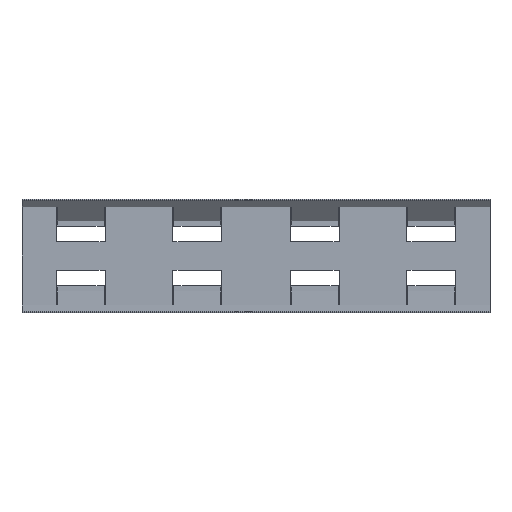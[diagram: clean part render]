
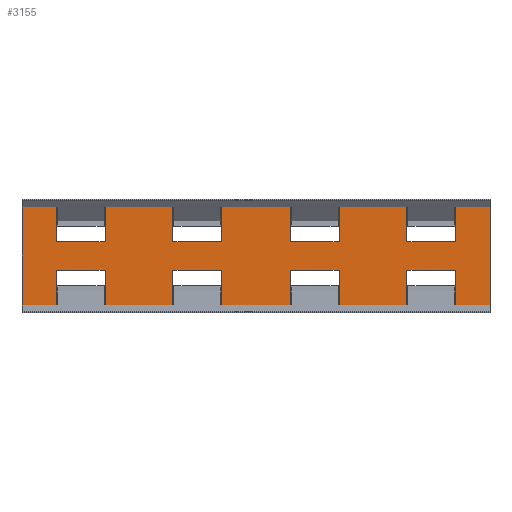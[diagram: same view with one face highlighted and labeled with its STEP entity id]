
A CAD part, front view. The second image highlights one B-rep face of the part: STEP entity #3155.
In plain terms, the highlighted planar face has unit normal (0, -1, 0).
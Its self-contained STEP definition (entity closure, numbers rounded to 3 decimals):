
#2834=CARTESIAN_POINT('',(-411.25,-40.,310.));
#2835=VERTEX_POINT('',#2834);
#2836=CARTESIAN_POINT('',(-463.25,-40.,310.));
#2837=VERTEX_POINT('',#2836);
#2838=CARTESIAN_POINT('',(-411.25,-40.,310.));
#2839=DIRECTION('',(-1.,0.,0.));
#2840=VECTOR('',#2839,52.);
#2841=LINE('',#2838,#2840);
#2842=EDGE_CURVE('',#2835,#2837,#2841,.T.);
#2869=CARTESIAN_POINT('',(-214.18,-40.,299.053));
#2870=DIRECTION('',(0.,-1.,0.));
#2871=DIRECTION('',(0.,0.,1.));
#2872=AXIS2_PLACEMENT_3D('',#2869,#2870,#2871);
#2873=PLANE('',#2872);
#2874=CARTESIAN_POINT('',(-463.25,-40.,272.346));
#2875=VERTEX_POINT('',#2874);
#2876=CARTESIAN_POINT('',(-463.25,-40.,310.));
#2877=DIRECTION('',(0.,-0.,-1.));
#2878=VECTOR('',#2877,37.654);
#2879=LINE('',#2876,#2878);
#2880=EDGE_CURVE('',#2837,#2875,#2879,.T.);
#2881=ORIENTED_EDGE('',*,*,#2880,.F.);
#2882=ORIENTED_EDGE('',*,*,#2842,.F.);
#2883=CARTESIAN_POINT('',(-411.25,-40.,272.346));
#2884=VERTEX_POINT('',#2883);
#2885=CARTESIAN_POINT('',(-411.25,-40.,310.));
#2886=DIRECTION('',(-0.,-0.,-1.));
#2887=VECTOR('',#2886,37.654);
#2888=LINE('',#2885,#2887);
#2889=EDGE_CURVE('',#2835,#2884,#2888,.T.);
#2890=ORIENTED_EDGE('',*,*,#2889,.T.);
#2891=CARTESIAN_POINT('',(-338.75,-40.,272.346));
#2892=VERTEX_POINT('',#2891);
#2893=CARTESIAN_POINT('',(-338.75,-40.,272.346));
#2894=DIRECTION('',(-1.,0.,0.));
#2895=VECTOR('',#2894,72.5);
#2896=LINE('',#2893,#2895);
#2897=EDGE_CURVE('',#2892,#2884,#2896,.T.);
#2898=ORIENTED_EDGE('',*,*,#2897,.F.);
#2899=CARTESIAN_POINT('',(-338.75,-40.,310.));
#2900=VERTEX_POINT('',#2899);
#2901=CARTESIAN_POINT('',(-338.75,-40.,272.346));
#2902=DIRECTION('',(0.,0.,1.));
#2903=VECTOR('',#2902,37.654);
#2904=LINE('',#2901,#2903);
#2905=EDGE_CURVE('',#2892,#2900,#2904,.T.);
#2906=ORIENTED_EDGE('',*,*,#2905,.T.);
#2907=CARTESIAN_POINT('',(-286.75,-40.,310.));
#2908=VERTEX_POINT('',#2907);
#2909=CARTESIAN_POINT('',(-286.75,-40.,310.));
#2910=DIRECTION('',(-1.,0.,0.));
#2911=VECTOR('',#2910,52.);
#2912=LINE('',#2909,#2911);
#2913=EDGE_CURVE('',#2908,#2900,#2912,.T.);
#2914=ORIENTED_EDGE('',*,*,#2913,.F.);
#2915=CARTESIAN_POINT('',(-286.75,-40.,272.346));
#2916=VERTEX_POINT('',#2915);
#2917=CARTESIAN_POINT('',(-286.75,-40.,310.));
#2918=DIRECTION('',(0.,-0.,-1.));
#2919=VECTOR('',#2918,37.654);
#2920=LINE('',#2917,#2919);
#2921=EDGE_CURVE('',#2908,#2916,#2920,.T.);
#2922=ORIENTED_EDGE('',*,*,#2921,.T.);
#2923=CARTESIAN_POINT('',(-213.25,-40.,272.346));
#2924=VERTEX_POINT('',#2923);
#2925=CARTESIAN_POINT('',(-213.25,-40.,272.346));
#2926=DIRECTION('',(-1.,0.,0.));
#2927=VECTOR('',#2926,73.5);
#2928=LINE('',#2925,#2927);
#2929=EDGE_CURVE('',#2924,#2916,#2928,.T.);
#2930=ORIENTED_EDGE('',*,*,#2929,.F.);
#2931=CARTESIAN_POINT('',(-213.25,-40.,310.));
#2932=VERTEX_POINT('',#2931);
#2933=CARTESIAN_POINT('',(-213.25,-40.,310.));
#2934=DIRECTION('',(0.,-0.,-1.));
#2935=VECTOR('',#2934,37.654);
#2936=LINE('',#2933,#2935);
#2937=EDGE_CURVE('',#2932,#2924,#2936,.T.);
#2938=ORIENTED_EDGE('',*,*,#2937,.F.);
#2939=CARTESIAN_POINT('',(-161.25,-40.,310.));
#2940=VERTEX_POINT('',#2939);
#2941=CARTESIAN_POINT('',(-213.25,-40.,310.));
#2942=DIRECTION('',(1.,0.,-0.));
#2943=VECTOR('',#2942,52.);
#2944=LINE('',#2941,#2943);
#2945=EDGE_CURVE('',#2932,#2940,#2944,.T.);
#2946=ORIENTED_EDGE('',*,*,#2945,.T.);
#2947=CARTESIAN_POINT('',(-161.25,-40.,272.346));
#2948=VERTEX_POINT('',#2947);
#2949=CARTESIAN_POINT('',(-161.25,-40.,272.346));
#2950=DIRECTION('',(-0.,0.,1.));
#2951=VECTOR('',#2950,37.654);
#2952=LINE('',#2949,#2951);
#2953=EDGE_CURVE('',#2948,#2940,#2952,.T.);
#2954=ORIENTED_EDGE('',*,*,#2953,.F.);
#2955=CARTESIAN_POINT('',(-88.75,-40.,272.346));
#2956=VERTEX_POINT('',#2955);
#2957=CARTESIAN_POINT('',(-161.25,-40.,272.346));
#2958=DIRECTION('',(1.,0.,-0.));
#2959=VECTOR('',#2958,72.5);
#2960=LINE('',#2957,#2959);
#2961=EDGE_CURVE('',#2948,#2956,#2960,.T.);
#2962=ORIENTED_EDGE('',*,*,#2961,.T.);
#2963=CARTESIAN_POINT('',(-88.75,-40.,310.));
#2964=VERTEX_POINT('',#2963);
#2965=CARTESIAN_POINT('',(-88.75,-40.,310.));
#2966=DIRECTION('',(0.,-0.,-1.));
#2967=VECTOR('',#2966,37.654);
#2968=LINE('',#2965,#2967);
#2969=EDGE_CURVE('',#2964,#2956,#2968,.T.);
#2970=ORIENTED_EDGE('',*,*,#2969,.F.);
#2971=CARTESIAN_POINT('',(-36.75,-40.,310.));
#2972=VERTEX_POINT('',#2971);
#2973=CARTESIAN_POINT('',(-88.75,-40.,310.));
#2974=DIRECTION('',(1.,0.,-0.));
#2975=VECTOR('',#2974,52.);
#2976=LINE('',#2973,#2975);
#2977=EDGE_CURVE('',#2964,#2972,#2976,.T.);
#2978=ORIENTED_EDGE('',*,*,#2977,.T.);
#2979=CARTESIAN_POINT('',(-36.75,-40.,272.346));
#2980=VERTEX_POINT('',#2979);
#2981=CARTESIAN_POINT('',(-36.75,-40.,310.));
#2982=DIRECTION('',(0.,-0.,-1.));
#2983=VECTOR('',#2982,37.654);
#2984=LINE('',#2981,#2983);
#2985=EDGE_CURVE('',#2972,#2980,#2984,.T.);
#2986=ORIENTED_EDGE('',*,*,#2985,.T.);
#2987=CARTESIAN_POINT('',(0.,-40.,272.346));
#2988=VERTEX_POINT('',#2987);
#2989=CARTESIAN_POINT('',(-36.75,-40.,272.346));
#2990=DIRECTION('',(1.,0.,-0.));
#2991=VECTOR('',#2990,36.75);
#2992=LINE('',#2989,#2991);
#2993=EDGE_CURVE('',#2980,#2988,#2992,.T.);
#2994=ORIENTED_EDGE('',*,*,#2993,.T.);
#2995=CARTESIAN_POINT('',(0.,-40.,377.654));
#2996=VERTEX_POINT('',#2995);
#2997=CARTESIAN_POINT('',(0.,-40.,272.346));
#2998=DIRECTION('',(0.,0.,1.));
#2999=VECTOR('',#2998,105.309);
#3000=LINE('',#2997,#2999);
#3001=EDGE_CURVE('',#2988,#2996,#3000,.T.);
#3002=ORIENTED_EDGE('',*,*,#3001,.T.);
#3003=CARTESIAN_POINT('',(-36.75,-40.,377.654));
#3004=VERTEX_POINT('',#3003);
#3005=CARTESIAN_POINT('',(-36.75,-40.,377.654));
#3006=DIRECTION('',(1.,0.,-0.));
#3007=VECTOR('',#3006,36.75);
#3008=LINE('',#3005,#3007);
#3009=EDGE_CURVE('',#3004,#2996,#3008,.T.);
#3010=ORIENTED_EDGE('',*,*,#3009,.F.);
#3011=CARTESIAN_POINT('',(-36.75,-40.,340.));
#3012=VERTEX_POINT('',#3011);
#3013=CARTESIAN_POINT('',(-36.75,-40.,340.));
#3014=DIRECTION('',(0.,-0.,1.));
#3015=VECTOR('',#3014,37.654);
#3016=LINE('',#3013,#3015);
#3017=EDGE_CURVE('',#3012,#3004,#3016,.T.);
#3018=ORIENTED_EDGE('',*,*,#3017,.F.);
#3019=CARTESIAN_POINT('',(-88.75,-40.,340.));
#3020=VERTEX_POINT('',#3019);
#3021=CARTESIAN_POINT('',(-88.75,-40.,340.));
#3022=DIRECTION('',(1.,0.,-0.));
#3023=VECTOR('',#3022,52.);
#3024=LINE('',#3021,#3023);
#3025=EDGE_CURVE('',#3020,#3012,#3024,.T.);
#3026=ORIENTED_EDGE('',*,*,#3025,.F.);
#3027=CARTESIAN_POINT('',(-88.75,-40.,377.654));
#3028=VERTEX_POINT('',#3027);
#3029=CARTESIAN_POINT('',(-88.75,-40.,340.));
#3030=DIRECTION('',(0.,-0.,1.));
#3031=VECTOR('',#3030,37.654);
#3032=LINE('',#3029,#3031);
#3033=EDGE_CURVE('',#3020,#3028,#3032,.T.);
#3034=ORIENTED_EDGE('',*,*,#3033,.T.);
#3035=CARTESIAN_POINT('',(-161.25,-40.,377.654));
#3036=VERTEX_POINT('',#3035);
#3037=CARTESIAN_POINT('',(-161.25,-40.,377.654));
#3038=DIRECTION('',(1.,0.,-0.));
#3039=VECTOR('',#3038,72.5);
#3040=LINE('',#3037,#3039);
#3041=EDGE_CURVE('',#3036,#3028,#3040,.T.);
#3042=ORIENTED_EDGE('',*,*,#3041,.F.);
#3043=CARTESIAN_POINT('',(-161.25,-40.,340.));
#3044=VERTEX_POINT('',#3043);
#3045=CARTESIAN_POINT('',(-161.25,-40.,377.654));
#3046=DIRECTION('',(-0.,0.,-1.));
#3047=VECTOR('',#3046,37.654);
#3048=LINE('',#3045,#3047);
#3049=EDGE_CURVE('',#3036,#3044,#3048,.T.);
#3050=ORIENTED_EDGE('',*,*,#3049,.T.);
#3051=CARTESIAN_POINT('',(-213.25,-40.,340.));
#3052=VERTEX_POINT('',#3051);
#3053=CARTESIAN_POINT('',(-213.25,-40.,340.));
#3054=DIRECTION('',(1.,0.,-0.));
#3055=VECTOR('',#3054,52.);
#3056=LINE('',#3053,#3055);
#3057=EDGE_CURVE('',#3052,#3044,#3056,.T.);
#3058=ORIENTED_EDGE('',*,*,#3057,.F.);
#3059=CARTESIAN_POINT('',(-213.25,-40.,377.654));
#3060=VERTEX_POINT('',#3059);
#3061=CARTESIAN_POINT('',(-213.25,-40.,340.));
#3062=DIRECTION('',(0.,-0.,1.));
#3063=VECTOR('',#3062,37.654);
#3064=LINE('',#3061,#3063);
#3065=EDGE_CURVE('',#3052,#3060,#3064,.T.);
#3066=ORIENTED_EDGE('',*,*,#3065,.T.);
#3067=CARTESIAN_POINT('',(-286.75,-40.,377.654));
#3068=VERTEX_POINT('',#3067);
#3069=CARTESIAN_POINT('',(-213.25,-40.,377.654));
#3070=DIRECTION('',(-1.,0.,0.));
#3071=VECTOR('',#3070,73.5);
#3072=LINE('',#3069,#3071);
#3073=EDGE_CURVE('',#3060,#3068,#3072,.T.);
#3074=ORIENTED_EDGE('',*,*,#3073,.T.);
#3075=CARTESIAN_POINT('',(-286.75,-40.,340.));
#3076=VERTEX_POINT('',#3075);
#3077=CARTESIAN_POINT('',(-286.75,-40.,340.));
#3078=DIRECTION('',(0.,-0.,1.));
#3079=VECTOR('',#3078,37.654);
#3080=LINE('',#3077,#3079);
#3081=EDGE_CURVE('',#3076,#3068,#3080,.T.);
#3082=ORIENTED_EDGE('',*,*,#3081,.F.);
#3083=CARTESIAN_POINT('',(-338.75,-40.,340.));
#3084=VERTEX_POINT('',#3083);
#3085=CARTESIAN_POINT('',(-286.75,-40.,340.));
#3086=DIRECTION('',(-1.,0.,0.));
#3087=VECTOR('',#3086,52.);
#3088=LINE('',#3085,#3087);
#3089=EDGE_CURVE('',#3076,#3084,#3088,.T.);
#3090=ORIENTED_EDGE('',*,*,#3089,.T.);
#3091=CARTESIAN_POINT('',(-338.75,-40.,377.654));
#3092=VERTEX_POINT('',#3091);
#3093=CARTESIAN_POINT('',(-338.75,-40.,377.654));
#3094=DIRECTION('',(0.,0.,-1.));
#3095=VECTOR('',#3094,37.654);
#3096=LINE('',#3093,#3095);
#3097=EDGE_CURVE('',#3092,#3084,#3096,.T.);
#3098=ORIENTED_EDGE('',*,*,#3097,.F.);
#3099=CARTESIAN_POINT('',(-411.25,-40.,377.654));
#3100=VERTEX_POINT('',#3099);
#3101=CARTESIAN_POINT('',(-338.75,-40.,377.654));
#3102=DIRECTION('',(-1.,0.,0.));
#3103=VECTOR('',#3102,72.5);
#3104=LINE('',#3101,#3103);
#3105=EDGE_CURVE('',#3092,#3100,#3104,.T.);
#3106=ORIENTED_EDGE('',*,*,#3105,.T.);
#3107=CARTESIAN_POINT('',(-411.25,-40.,340.));
#3108=VERTEX_POINT('',#3107);
#3109=CARTESIAN_POINT('',(-411.25,-40.,340.));
#3110=DIRECTION('',(-0.,-0.,1.));
#3111=VECTOR('',#3110,37.654);
#3112=LINE('',#3109,#3111);
#3113=EDGE_CURVE('',#3108,#3100,#3112,.T.);
#3114=ORIENTED_EDGE('',*,*,#3113,.F.);
#3115=CARTESIAN_POINT('',(-463.25,-40.,340.));
#3116=VERTEX_POINT('',#3115);
#3117=CARTESIAN_POINT('',(-411.25,-40.,340.));
#3118=DIRECTION('',(-1.,0.,0.));
#3119=VECTOR('',#3118,52.);
#3120=LINE('',#3117,#3119);
#3121=EDGE_CURVE('',#3108,#3116,#3120,.T.);
#3122=ORIENTED_EDGE('',*,*,#3121,.T.);
#3123=CARTESIAN_POINT('',(-463.25,-40.,377.654));
#3124=VERTEX_POINT('',#3123);
#3125=CARTESIAN_POINT('',(-463.25,-40.,340.));
#3126=DIRECTION('',(0.,-0.,1.));
#3127=VECTOR('',#3126,37.654);
#3128=LINE('',#3125,#3127);
#3129=EDGE_CURVE('',#3116,#3124,#3128,.T.);
#3130=ORIENTED_EDGE('',*,*,#3129,.T.);
#3131=CARTESIAN_POINT('',(-500.,-40.,377.654));
#3132=VERTEX_POINT('',#3131);
#3133=CARTESIAN_POINT('',(-463.25,-40.,377.654));
#3134=DIRECTION('',(-1.,0.,0.));
#3135=VECTOR('',#3134,36.75);
#3136=LINE('',#3133,#3135);
#3137=EDGE_CURVE('',#3124,#3132,#3136,.T.);
#3138=ORIENTED_EDGE('',*,*,#3137,.T.);
#3139=CARTESIAN_POINT('',(-500.,-40.,272.346));
#3140=VERTEX_POINT('',#3139);
#3141=CARTESIAN_POINT('',(-500.,-40.,272.346));
#3142=DIRECTION('',(0.,0.,1.));
#3143=VECTOR('',#3142,105.309);
#3144=LINE('',#3141,#3143);
#3145=EDGE_CURVE('',#3140,#3132,#3144,.T.);
#3146=ORIENTED_EDGE('',*,*,#3145,.F.);
#3147=CARTESIAN_POINT('',(-463.25,-40.,272.346));
#3148=DIRECTION('',(-1.,0.,0.));
#3149=VECTOR('',#3148,36.75);
#3150=LINE('',#3147,#3149);
#3151=EDGE_CURVE('',#2875,#3140,#3150,.T.);
#3152=ORIENTED_EDGE('',*,*,#3151,.F.);
#3153=EDGE_LOOP('',(#2881,#2882,#2890,#2898,#2906,#2914,#2922,#2930,#2938,#2946,#2954,#2962,#2970,#2978,#2986,#2994,#3002,#3010,#3018,#3026,#3034,#3042,#3050,#3058,#3066,#3074,
#3082,#3090,#3098,#3106,#3114,#3122,#3130,#3138,#3146,#3152));
#3154=FACE_BOUND('',#3153,.T.);
#3155=ADVANCED_FACE('',(#3154),#2873,.T.);
